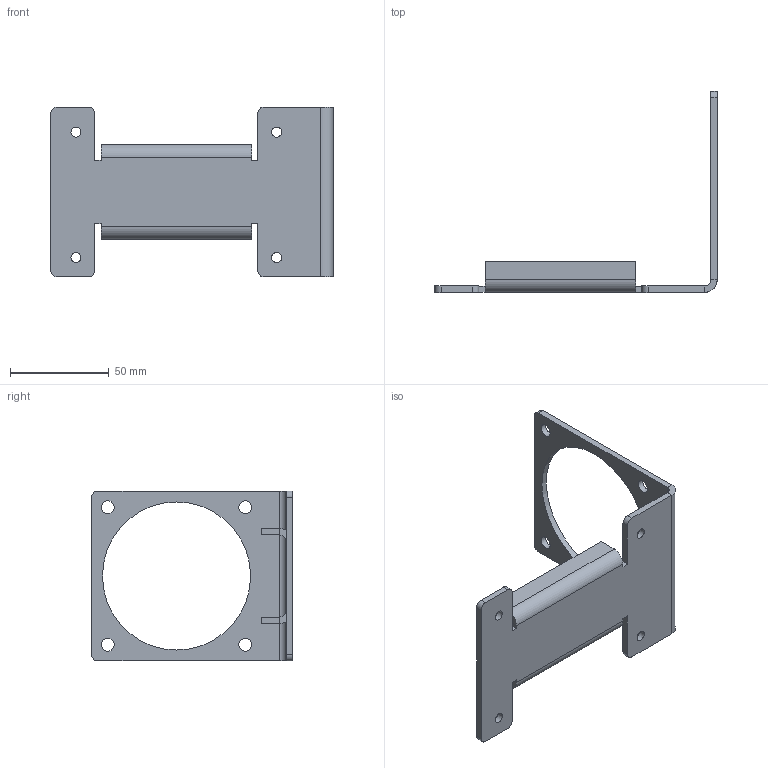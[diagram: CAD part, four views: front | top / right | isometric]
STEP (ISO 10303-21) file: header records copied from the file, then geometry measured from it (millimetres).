
FILE_DESCRIPTION(/* description */ (''),/* implementation_level */ '2;1');
FILE_NAME(/* name */ 'StepperMotorStandOff.stp',/* time_stamp */ '2024-06-26T18:55:13-04:00',/* author */ ('seene'),/* organization */ (''),/* preprocessor_version */ 'ST-DEVELOPER v20',/* originating_system */ 'Autodesk Inventor 2025',/* authorisation */ '');
FILE_SCHEMA (('AUTOMOTIVE_DESIGN { 1 0 10303 214 3 1 1 }'));
Length unit declared in the file: inch
Products named in the file (1): StepperMotorStandOff
Bounding box: 142.88 x 101.65 x 86 mm (x, y, z)
Volume: 45321.1 mm3; surface area: 32365.9 mm2
Topology: 1 solids, 1 shells, 63 faces, 159 edges, 98 vertices
Faces by surface type: plane 40, cylinder 23
Full cylindrical faces by diameter (mm): 5.08 x4, 6.5 x4, 75 x1
Entity records: 1948 total; most frequent: DIRECTION 333, CARTESIAN_POINT 321, ORIENTED_EDGE 318, EDGE_CURVE 159, LINE 113, VECTOR 113, AXIS2_PLACEMENT_3D 110, VERTEX_POINT 98
